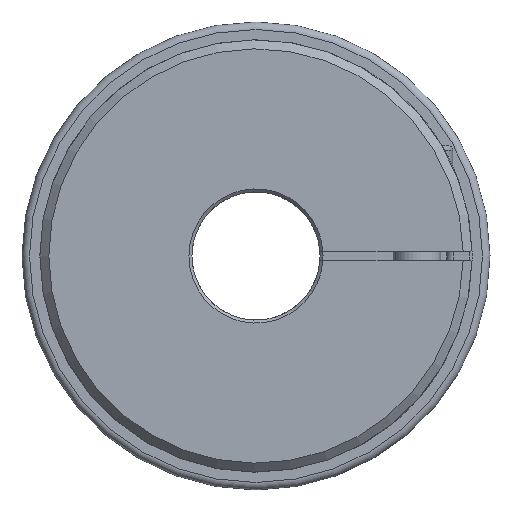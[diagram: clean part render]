
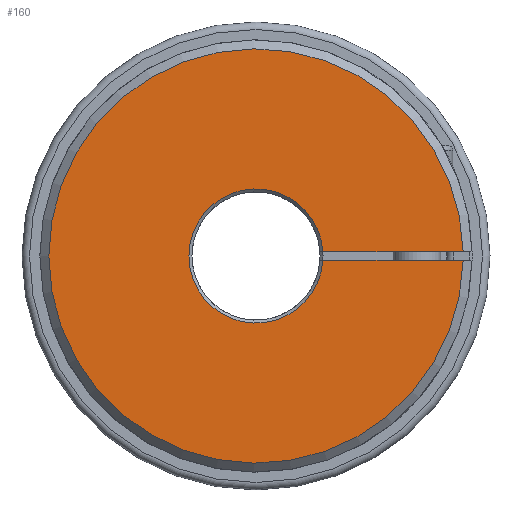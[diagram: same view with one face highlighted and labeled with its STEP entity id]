
A CAD part, left-side view. The second image highlights one B-rep face of the part: STEP entity #160.
In plain terms, the highlighted planar face has unit normal (-1, 0, 0).
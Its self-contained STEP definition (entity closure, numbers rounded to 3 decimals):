
#160 = ADVANCED_FACE( '', ( #414 ), #415, .T. );
#414 = FACE_OUTER_BOUND( '', #815, .T. );
#415 = PLANE( '', #816 );
#815 = EDGE_LOOP( '', ( #1285, #1286, #1287, #1288 ) );
#816 = AXIS2_PLACEMENT_3D( '', #1289, #1290, #1291 );
#1285 = ORIENTED_EDGE( '', *, *, #2014, .T. );
#1286 = ORIENTED_EDGE( '', *, *, #2036, .T. );
#1287 = ORIENTED_EDGE( '', *, *, #1993, .T. );
#1288 = ORIENTED_EDGE( '', *, *, #2037, .T. );
#1289 = CARTESIAN_POINT( '', ( -55.275, 0., 16. ) );
#1290 = DIRECTION( '', ( -1., 0., 0. ) );
#1291 = DIRECTION( '', ( 0., 0., 1. ) );
#1993 = EDGE_CURVE( '', #2312, #2310, #2313, .T. );
#2014 = EDGE_CURVE( '', #2347, #2345, #2348, .T. );
#2036 = EDGE_CURVE( '', #2345, #2312, #2382, .T. );
#2037 = EDGE_CURVE( '', #2310, #2347, #2383, .T. );
#2310 = VERTEX_POINT( '', #2760 );
#2312 = VERTEX_POINT( '', #2763 );
#2313 = LINE( '', #2764, #2765 );
#2345 = VERTEX_POINT( '', #2806 );
#2347 = VERTEX_POINT( '', #2808 );
#2348 = LINE( '', #2809, #2810 );
#2382 = CIRCLE( '', #2861, 22.5 );
#2383 = CIRCLE( '', #2862, 69.5 );
#2760 = CARTESIAN_POINT( '', ( -55.275, -69.484, 1.5 ) );
#2763 = CARTESIAN_POINT( '', ( -55.275, -22.45, 1.5 ) );
#2764 = CARTESIAN_POINT( '', ( -55.275, 0., 1.5 ) );
#2765 = VECTOR( '', #3642, 1000. );
#2806 = CARTESIAN_POINT( '', ( -55.275, -22.45, -1.5 ) );
#2808 = CARTESIAN_POINT( '', ( -55.275, -69.484, -1.5 ) );
#2809 = CARTESIAN_POINT( '', ( -55.275, 0., -1.5 ) );
#2810 = VECTOR( '', #3673, 1000. );
#2861 = AXIS2_PLACEMENT_3D( '', #3699, #3700, #3701 );
#2862 = AXIS2_PLACEMENT_3D( '', #3702, #3703, #3704 );
#3642 = DIRECTION( '', ( 0., -1., 0. ) );
#3673 = DIRECTION( '', ( 0., 1., 0. ) );
#3699 = CARTESIAN_POINT( '', ( -55.275, 0., 0. ) );
#3700 = DIRECTION( '', ( 1., 0., 0. ) );
#3701 = DIRECTION( '', ( 0., 0., 1. ) );
#3702 = CARTESIAN_POINT( '', ( -55.275, 0., 0. ) );
#3703 = DIRECTION( '', ( -1., 0., 0. ) );
#3704 = DIRECTION( '', ( 0., 0., 1. ) );
